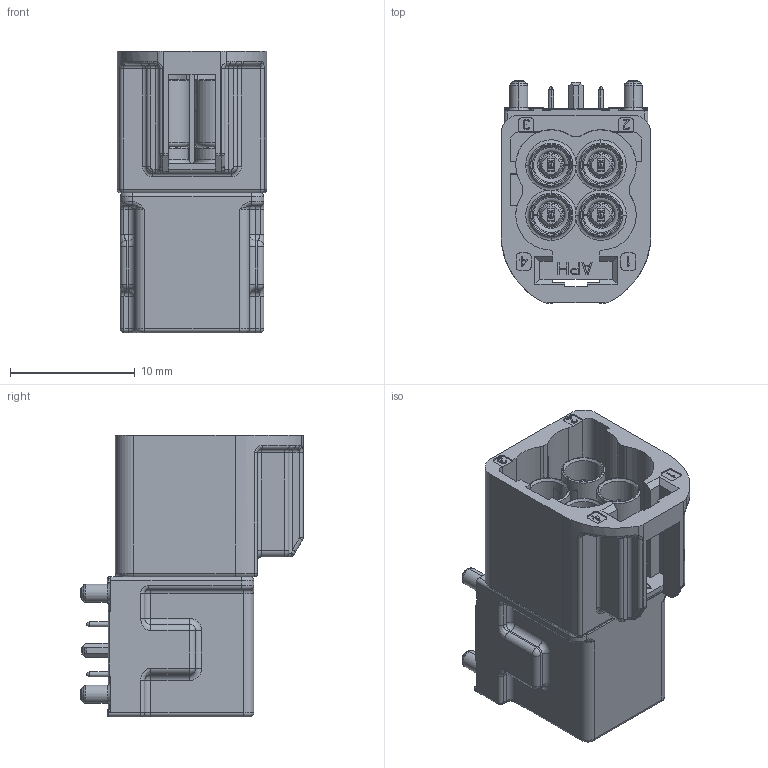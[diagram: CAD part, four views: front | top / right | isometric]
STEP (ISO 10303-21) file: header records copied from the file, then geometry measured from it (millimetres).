
FILE_DESCRIPTION((''),'2;1');
FILE_NAME('FM4-NXRP-PCB-1_SW0001','2021-01-18T12:13:57',('Kaviyarasan'),(''),'CREO PARAMETRIC BY PTC INC, 2019444','CREO PARAMETRIC BY PTC INC, 2019444','');
FILE_SCHEMA(('CONFIG_CONTROL_DESIGN'));
Length unit declared in the file: millimetre
Products named in the file (1): FM4-NXRP-PCB-1_SW0001
Bounding box: 12 x 17.8 x 22.55 mm (x, y, z)
Volume: 2254.7 mm3; surface area: 2456.9 mm2
Topology: 1 solids, 1 shells, 1148 faces, 2853 edges, 1739 vertices
Faces by surface type: plane 465, cylinder 337, bspline 123, torus 117, sphere 70, cone 36
Entity records: 39367 total; most frequent: CARTESIAN_POINT 12597, ORIENTED_EDGE 5706, DIRECTION 5476, EDGE_CURVE 2853, AXIS2_PLACEMENT_3D 1948, VERTEX_POINT 1739, VECTOR 1580, LINE 1580
